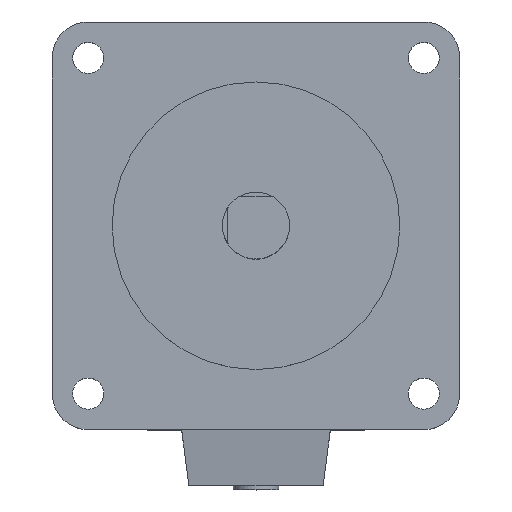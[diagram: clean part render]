
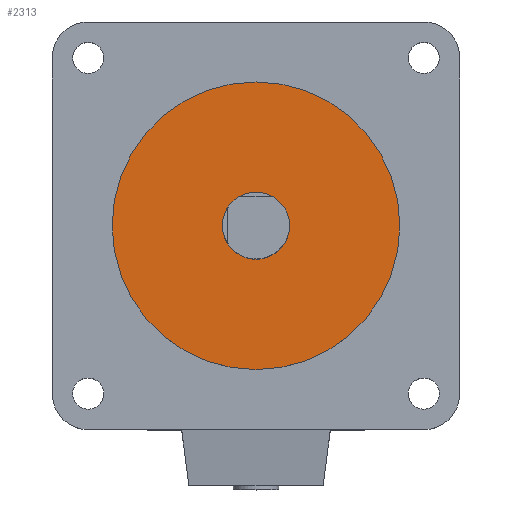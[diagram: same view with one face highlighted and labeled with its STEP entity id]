
A CAD part, top view. The second image highlights one B-rep face of the part: STEP entity #2313.
In plain terms, the highlighted planar face has unit normal (0, 0, 1).
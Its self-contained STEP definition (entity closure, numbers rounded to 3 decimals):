
#70 = EDGE_CURVE ( 'NONE', #587, #588, #1575, .T. ) ;
#400 = EDGE_CURVE ( 'NONE', #595, #596, #3372, .T. ) ;
#587 = VERTEX_POINT ( 'NONE', #3978 ) ;
#588 = VERTEX_POINT ( 'NONE', #3979 ) ;
#595 = VERTEX_POINT ( 'NONE', #3986 ) ;
#596 = VERTEX_POINT ( 'NONE', #3987 ) ;
#1575 = CIRCLE ( 'NONE', #1578, 7. ) ;
#1578 = AXIS2_PLACEMENT_3D ( 'NONE', #6295, #6296, #6297 ) ;
#2311 = EDGE_CURVE ( 'NONE', #596, #595, #4854, .T. ) ;
#2312 = EDGE_CURVE ( 'NONE', #588, #587, #4827, .T. ) ;
#2313 = ADVANCED_FACE ( 'NONE', ( #4262, #4263 ), #4891, .T. ) ;
#3203 = EDGE_LOOP ( 'NONE', ( #3221, #3224 ) ) ;
#3204 = EDGE_LOOP ( 'NONE', ( #3222, #3226 ) ) ;
#3221 = ORIENTED_EDGE ( 'NONE', *, *, #2311, .T. ) ;
#3222 = ORIENTED_EDGE ( 'NONE', *, *, #2312, .F. ) ;
#3224 = ORIENTED_EDGE ( 'NONE', *, *, #400, .T. ) ;
#3226 = ORIENTED_EDGE ( 'NONE', *, *, #70, .F. ) ;
#3347 = CARTESIAN_POINT ( 'NONE',  ( 42.5, 42.5, 2. ) ) ;
#3348 = DIRECTION ( 'NONE',  ( 0., 0., 1. ) ) ;
#3349 = DIRECTION ( 'NONE',  ( 1., 0., 0. ) ) ;
#3372 = CIRCLE ( 'NONE', #3374, 30. ) ;
#3374 = AXIS2_PLACEMENT_3D ( 'NONE', #3347, #3348, #3349 ) ;
#3978 = CARTESIAN_POINT ( 'NONE',  ( 49.5, 42.5, 2. ) ) ;
#3979 = CARTESIAN_POINT ( 'NONE',  ( 35.5, 42.5, 2. ) ) ;
#3986 = CARTESIAN_POINT ( 'NONE',  ( 72.5, 42.5, 2. ) ) ;
#3987 = CARTESIAN_POINT ( 'NONE',  ( 12.5, 42.5, 2. ) ) ;
#4262 = FACE_OUTER_BOUND ( 'NONE', #3203, .T. ) ;
#4263 = FACE_BOUND ( 'NONE', #3204, .T. ) ;
#4827 = CIRCLE ( 'NONE', #4858, 7. ) ;
#4854 = CIRCLE ( 'NONE', #4856, 30. ) ;
#4856 = AXIS2_PLACEMENT_3D ( 'NONE', #4885, #4886, #4887 ) ;
#4858 = AXIS2_PLACEMENT_3D ( 'NONE', #4888, #4889, #4890 ) ;
#4859 = AXIS2_PLACEMENT_3D ( 'NONE', #4892, #4893, #4894 ) ;
#4885 = CARTESIAN_POINT ( 'NONE',  ( 42.5, 42.5, 2. ) ) ;
#4886 = DIRECTION ( 'NONE',  ( 0., 0., 1. ) ) ;
#4887 = DIRECTION ( 'NONE',  ( 1., 0., 0. ) ) ;
#4888 = CARTESIAN_POINT ( 'NONE',  ( 42.5, 42.5, 2. ) ) ;
#4889 = DIRECTION ( 'NONE',  ( 0., 0., 1. ) ) ;
#4890 = DIRECTION ( 'NONE',  ( 1., 0., 0. ) ) ;
#4891 = PLANE ( 'NONE',  #4859 ) ;
#4892 = CARTESIAN_POINT ( 'NONE',  ( 42.5, 42.5, 2. ) ) ;
#4893 = DIRECTION ( 'NONE',  ( 0., 0., 1. ) ) ;
#4894 = DIRECTION ( 'NONE',  ( 1., 0., 0. ) ) ;
#6295 = CARTESIAN_POINT ( 'NONE',  ( 42.5, 42.5, 2. ) ) ;
#6296 = DIRECTION ( 'NONE',  ( 0., 0., 1. ) ) ;
#6297 = DIRECTION ( 'NONE',  ( 1., 0., 0. ) ) ;
